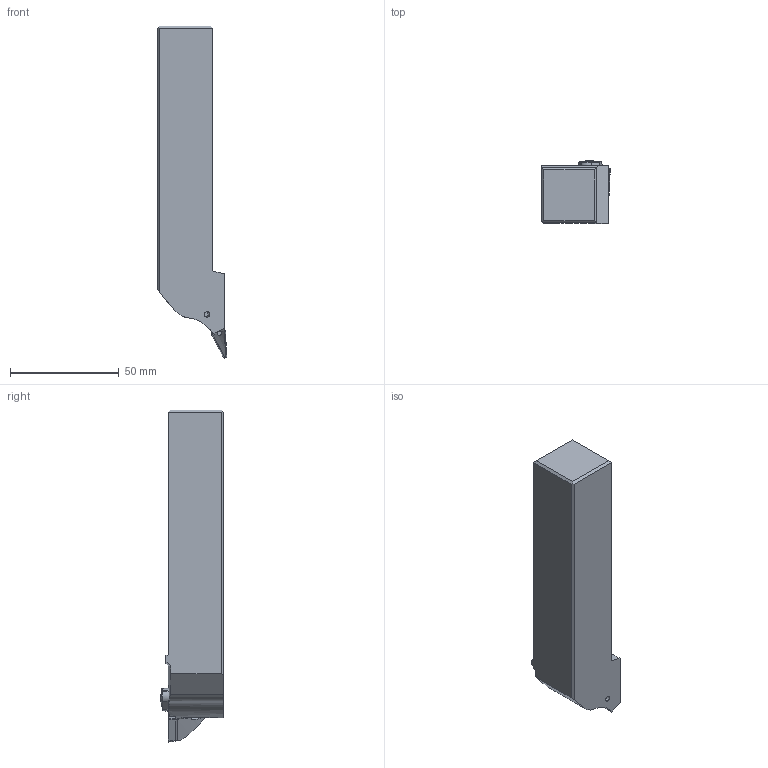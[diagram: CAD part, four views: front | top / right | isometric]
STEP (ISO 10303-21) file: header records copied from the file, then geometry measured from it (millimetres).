
FILE_DESCRIPTION(/* description */ (''),/* implementation_level */ '2;1');
FILE_NAME(/* name */ 'SXZCL-162_IR0_031.stp',/* time_stamp */ '2023-02-09T12:51:25+09:00',/* author */ (''),/* organization */ (''),/* preprocessor_version */ 'ST-DEVELOPER v16',/* originating_system */ 'SIEMENS PLM Software NX 10.0',/* authorisation */ '');
FILE_SCHEMA (('AUTOMOTIVE_DESIGN { 1 0 10303 214 3 1 1 1 }'));
Length unit declared in the file: millimetre
Products named in the file (1): SXZCL-162_IR0_031_ASM
Bounding box: 31.75 x 28.91 x 152.4 mm (x, y, z)
Volume: 89072.2 mm3; surface area: 16528.2 mm2
Topology: 2 solids, 2 shells, 183 faces, 523 edges, 360 vertices
Faces by surface type: cylinder 77, plane 70, cone 21, torus 11, bspline 2, sphere 2
Entity records: 7798 total; most frequent: CARTESIAN_POINT 1649, DIRECTION 1059, ORIENTED_EDGE 1014, EDGE_CURVE 507, AXIS2_PLACEMENT_3D 414, VERTEX_POINT 339, LINE 231, VECTOR 231
